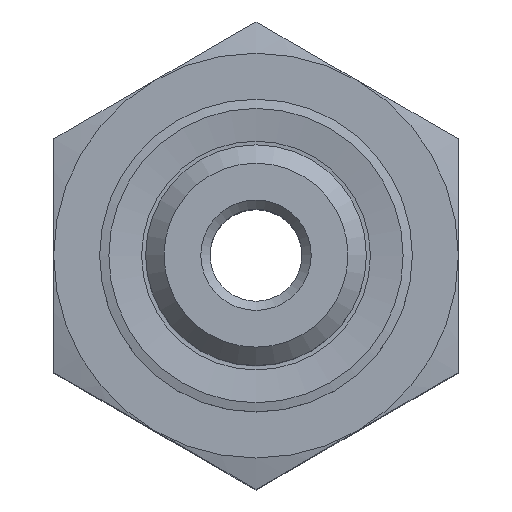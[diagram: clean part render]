
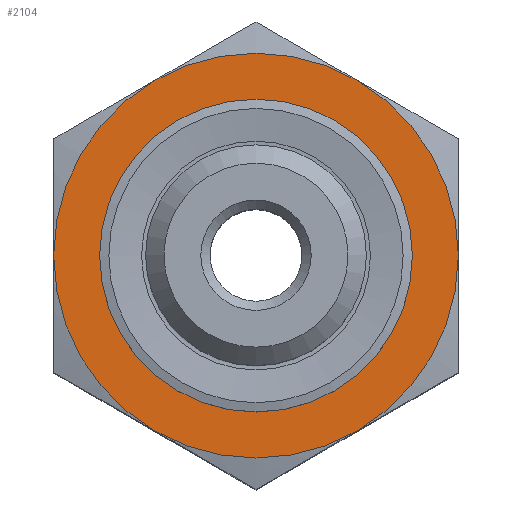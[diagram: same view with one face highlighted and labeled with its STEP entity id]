
A CAD part, top view. The second image highlights one B-rep face of the part: STEP entity #2104.
In plain terms, the highlighted planar face has unit normal (0, 0, 1).
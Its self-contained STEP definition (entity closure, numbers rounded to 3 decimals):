
#1131=CARTESIAN_POINT('',(5.5,-9.526,22.));
#1132=VERTEX_POINT('',#1131);
#1146=CARTESIAN_POINT('',(11.,0.,22.));
#1147=VERTEX_POINT('',#1146);
#1161=CARTESIAN_POINT('',(0.0,0.0,22.));
#1162=DIRECTION('',(0.0,0.0,1.0));
#1163=DIRECTION('',(1.0,0.0,0.0));
#1164=AXIS2_PLACEMENT_3D('',#1161,#1162,#1163);
#1165=CIRCLE('',#1164,11.0);
#1166=EDGE_CURVE('',#1132,#1147,#1165,.T.);
#1178=CARTESIAN_POINT('',(-5.5,-9.526,22.));
#1179=VERTEX_POINT('',#1178);
#1206=CARTESIAN_POINT('',(0.0,0.0,22.));
#1207=DIRECTION('',(0.0,0.0,1.0));
#1208=DIRECTION('',(1.0,0.0,0.0));
#1209=AXIS2_PLACEMENT_3D('',#1206,#1207,#1208);
#1210=CIRCLE('',#1209,11.0);
#1211=EDGE_CURVE('',#1179,#1132,#1210,.T.);
#1223=CARTESIAN_POINT('',(-11.0,0.,22.));
#1224=VERTEX_POINT('',#1223);
#1251=CARTESIAN_POINT('',(0.0,0.0,22.));
#1252=DIRECTION('',(0.0,0.0,1.0));
#1253=DIRECTION('',(1.0,0.0,0.0));
#1254=AXIS2_PLACEMENT_3D('',#1251,#1252,#1253);
#1255=CIRCLE('',#1254,11.0);
#1256=EDGE_CURVE('',#1224,#1179,#1255,.T.);
#1281=CARTESIAN_POINT('',(-5.5,9.526,22.));
#1282=VERTEX_POINT('',#1281);
#1283=CARTESIAN_POINT('',(0.0,0.0,22.));
#1284=DIRECTION('',(0.0,0.0,1.0));
#1285=DIRECTION('',(1.0,0.0,0.0));
#1286=AXIS2_PLACEMENT_3D('',#1283,#1284,#1285);
#1287=CIRCLE('',#1286,11.0);
#1288=EDGE_CURVE('',#1282,#1224,#1287,.T.);
#1326=CARTESIAN_POINT('',(5.5,9.526,22.));
#1327=VERTEX_POINT('',#1326);
#1328=CARTESIAN_POINT('',(0.0,0.0,22.));
#1329=DIRECTION('',(0.0,0.0,1.0));
#1330=DIRECTION('',(1.0,0.0,0.0));
#1331=AXIS2_PLACEMENT_3D('',#1328,#1329,#1330);
#1332=CIRCLE('',#1331,11.0);
#1333=EDGE_CURVE('',#1327,#1282,#1332,.T.);
#1371=CARTESIAN_POINT('',(0.0,0.0,22.));
#1372=DIRECTION('',(0.0,0.0,1.0));
#1373=DIRECTION('',(1.0,0.0,0.0));
#1374=AXIS2_PLACEMENT_3D('',#1371,#1372,#1373);
#1375=CIRCLE('',#1374,11.0);
#1376=EDGE_CURVE('',#1147,#1327,#1375,.T.);
#2076=CARTESIAN_POINT('',(8.5,0.,22.));
#2077=VERTEX_POINT('',#2076);
#2078=CARTESIAN_POINT('',(0.,0.,22.));
#2079=DIRECTION('',(0.0,0.0,1.0));
#2080=DIRECTION('',(-1.0,0.0,0.0));
#2081=AXIS2_PLACEMENT_3D('',#2078,#2079,#2080);
#2082=CIRCLE('',#2081,8.5);
#2083=EDGE_CURVE('',#2077,#2077,#2082,.T.);
#2088=CARTESIAN_POINT('',(0.,0.,22.));
#2089=DIRECTION('',(0.0,0.0,1.0));
#2090=DIRECTION('',(1.0,0.0,0.0));
#2091=AXIS2_PLACEMENT_3D('',#2088,#2089,#2090);
#2092=PLANE('',#2091);
#2093=ORIENTED_EDGE('',*,*,#1376,.T.);
#2094=ORIENTED_EDGE('',*,*,#1333,.T.);
#2095=ORIENTED_EDGE('',*,*,#1288,.T.);
#2096=ORIENTED_EDGE('',*,*,#1256,.T.);
#2097=ORIENTED_EDGE('',*,*,#1211,.T.);
#2098=ORIENTED_EDGE('',*,*,#1166,.T.);
#2099=EDGE_LOOP('',(#2093,#2094,#2095,#2096,#2097,#2098));
#2100=FACE_OUTER_BOUND('',#2099,.T.);
#2101=ORIENTED_EDGE('',*,*,#2083,.F.);
#2102=EDGE_LOOP('',(#2101));
#2103=FACE_BOUND('',#2102,.T.);
#2104=ADVANCED_FACE('',(#2100,#2103),#2092,.T.);
